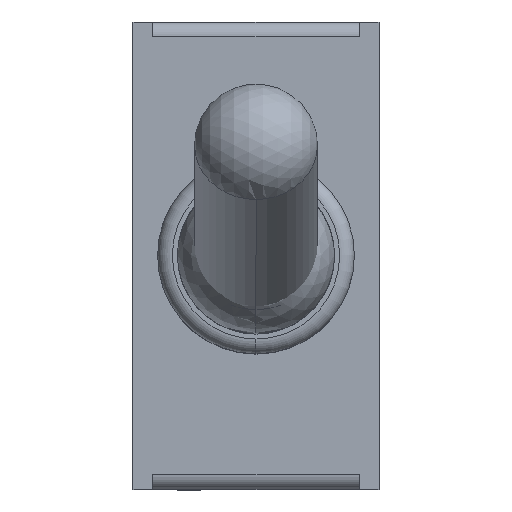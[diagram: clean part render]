
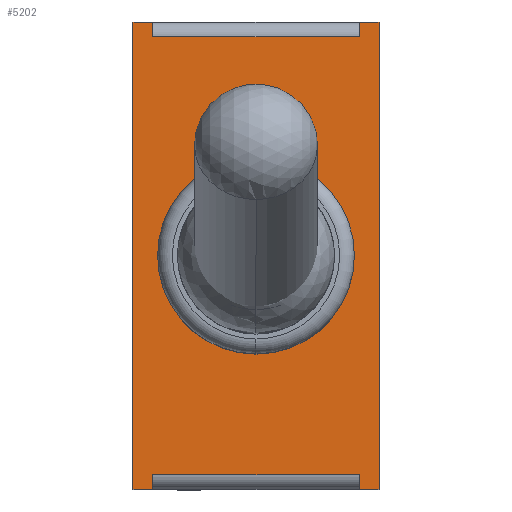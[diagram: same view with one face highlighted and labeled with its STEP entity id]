
A CAD part, top view. The second image highlights one B-rep face of the part: STEP entity #5202.
In plain terms, the highlighted free-form (B-spline) face has degree [1, 1] with [2, 2] control points.
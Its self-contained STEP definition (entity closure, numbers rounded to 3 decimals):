
#4922=CARTESIAN_POINT('',(-2.1,4.45,8.));
#4923=VERTEX_POINT('',#4922);
#4940=CARTESIAN_POINT('',(-2.1,4.75,8.));
#4941=VERTEX_POINT('',#4940);
#4948=CARTESIAN_POINT('',(-2.1,4.45,8.0));
#4949=DIRECTION('',(0.0,1.0,0.0));
#4950=VECTOR('',#4949,0.3);
#4951=LINE('',#4948,#4950);
#4952=EDGE_CURVE('',#4923,#4941,#4951,.T.);
#4962=CARTESIAN_POINT('',(2.1,4.45,8.));
#4963=VERTEX_POINT('',#4962);
#4979=CARTESIAN_POINT('',(2.1,4.45,8.0));
#4980=DIRECTION('',(-1.0,0.0,0.0));
#4981=VECTOR('',#4980,4.2);
#4982=LINE('',#4979,#4981);
#4983=EDGE_CURVE('',#4963,#4923,#4982,.T.);
#4995=CARTESIAN_POINT('',(2.1,4.75,8.));
#4996=VERTEX_POINT('',#4995);
#5010=CARTESIAN_POINT('',(2.1,4.75,8.0));
#5011=DIRECTION('',(0.0,-1.0,0.0));
#5012=VECTOR('',#5011,0.3);
#5013=LINE('',#5010,#5012);
#5014=EDGE_CURVE('',#4996,#4963,#5013,.T.);
#5026=CARTESIAN_POINT('',(-2.1,-4.75,8.0));
#5027=VERTEX_POINT('',#5026);
#5042=CARTESIAN_POINT('',(-2.1,-4.45,8.0));
#5043=VERTEX_POINT('',#5042);
#5050=CARTESIAN_POINT('',(-2.1,-4.75,8.0));
#5051=DIRECTION('',(0.0,1.0,0.0));
#5052=VECTOR('',#5051,0.3);
#5053=LINE('',#5050,#5052);
#5054=EDGE_CURVE('',#5027,#5043,#5053,.T.);
#5064=CARTESIAN_POINT('',(2.1,-4.45,8.0));
#5065=VERTEX_POINT('',#5064);
#5082=CARTESIAN_POINT('',(2.1,-4.75,8.0));
#5083=VERTEX_POINT('',#5082);
#5090=CARTESIAN_POINT('',(2.1,-4.45,8.0));
#5091=DIRECTION('',(0.0,-1.0,0.0));
#5092=VECTOR('',#5091,0.3);
#5093=LINE('',#5090,#5092);
#5094=EDGE_CURVE('',#5065,#5083,#5093,.T.);
#5112=CARTESIAN_POINT('',(-2.1,-4.45,8.0));
#5113=DIRECTION('',(1.0,0.0,0.0));
#5114=VECTOR('',#5113,4.2);
#5115=LINE('',#5112,#5114);
#5116=EDGE_CURVE('',#5043,#5065,#5115,.T.);
#5135=CARTESIAN_POINT('',(-2.5,4.75,8.0));
#5136=VERTEX_POINT('',#5135);
#5143=CARTESIAN_POINT('',(-2.5,4.75,8.0));
#5144=DIRECTION('',(1.0,0.0,0.0));
#5145=VECTOR('',#5144,0.4);
#5146=LINE('',#5143,#5145);
#5147=EDGE_CURVE('',#5136,#4941,#5146,.T.);
#5152=CARTESIAN_POINT('',(2.5,-4.75,8.0));
#5153=CARTESIAN_POINT('',(2.5,4.75,8.0));
#5154=CARTESIAN_POINT('',(-2.5,-4.75,8.0));
#5155=CARTESIAN_POINT('',(-2.5,4.75,8.0));
#5156=B_SPLINE_SURFACE_WITH_KNOTS('',1,1,((#5152,#5154),(#5153,#5155)),.UNSPECIFIED.,.F.,.F.,.U.,(2,2),(2,2),(0.0,9.5),(0.0,5.),.UNSPECIFIED.);
#5157=ORIENTED_EDGE('',*,*,#5014,.T.);
#5158=ORIENTED_EDGE('',*,*,#4983,.T.);
#5159=ORIENTED_EDGE('',*,*,#4952,.T.);
#5160=ORIENTED_EDGE('',*,*,#5147,.F.);
#5161=CARTESIAN_POINT('',(-2.5,-4.75,8.0));
#5162=VERTEX_POINT('',#5161);
#5163=CARTESIAN_POINT('',(-2.5,-4.75,8.0));
#5164=DIRECTION('',(0.0,1.0,0.0));
#5165=VECTOR('',#5164,9.5);
#5166=LINE('',#5163,#5165);
#5167=EDGE_CURVE('',#5162,#5136,#5166,.T.);
#5168=ORIENTED_EDGE('',*,*,#5167,.F.);
#5169=CARTESIAN_POINT('',(-2.1,-4.75,8.0));
#5170=DIRECTION('',(-1.0,0.0,0.0));
#5171=VECTOR('',#5170,0.4);
#5172=LINE('',#5169,#5171);
#5173=EDGE_CURVE('',#5027,#5162,#5172,.T.);
#5174=ORIENTED_EDGE('',*,*,#5173,.F.);
#5175=ORIENTED_EDGE('',*,*,#5054,.T.);
#5176=ORIENTED_EDGE('',*,*,#5116,.T.);
#5177=ORIENTED_EDGE('',*,*,#5094,.T.);
#5178=CARTESIAN_POINT('',(2.5,-4.75,8.0));
#5179=VERTEX_POINT('',#5178);
#5180=CARTESIAN_POINT('',(2.5,-4.75,8.0));
#5181=DIRECTION('',(-1.0,0.0,0.0));
#5182=VECTOR('',#5181,0.4);
#5183=LINE('',#5180,#5182);
#5184=EDGE_CURVE('',#5179,#5083,#5183,.T.);
#5185=ORIENTED_EDGE('',*,*,#5184,.F.);
#5186=CARTESIAN_POINT('',(2.5,4.75,8.0));
#5187=VERTEX_POINT('',#5186);
#5188=CARTESIAN_POINT('',(2.5,4.75,8.0));
#5189=DIRECTION('',(0.0,-1.0,0.0));
#5190=VECTOR('',#5189,9.5);
#5191=LINE('',#5188,#5190);
#5192=EDGE_CURVE('',#5187,#5179,#5191,.T.);
#5193=ORIENTED_EDGE('',*,*,#5192,.F.);
#5194=CARTESIAN_POINT('',(2.1,4.75,8.0));
#5195=DIRECTION('',(1.0,0.0,0.0));
#5196=VECTOR('',#5195,0.4);
#5197=LINE('',#5194,#5196);
#5198=EDGE_CURVE('',#4996,#5187,#5197,.T.);
#5199=ORIENTED_EDGE('',*,*,#5198,.F.);
#5200=EDGE_LOOP('',(#5157,#5158,#5159,#5160,#5168,#5174,#5175,#5176,#5177,#5185,#5193,#5199));
#5201=FACE_OUTER_BOUND('',#5200,.T.);
#5202=ADVANCED_FACE('',(#5201),#5156,.T.);
